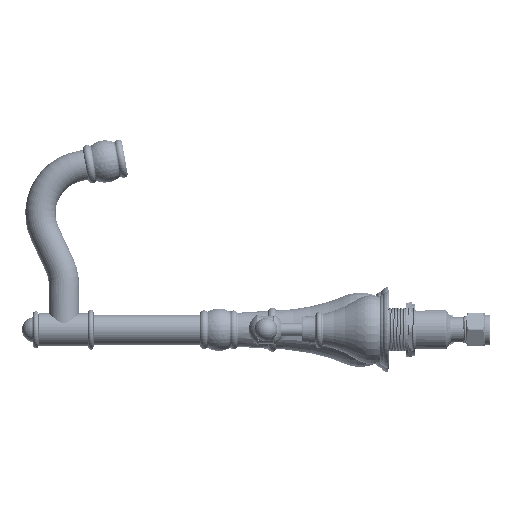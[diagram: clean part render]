
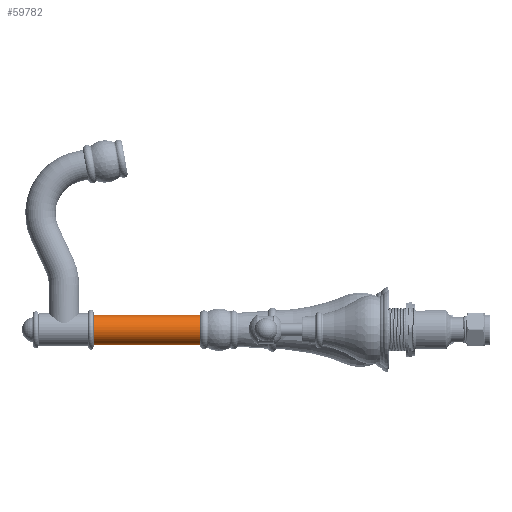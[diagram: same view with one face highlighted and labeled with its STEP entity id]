
A CAD part, left-side view. The second image highlights one B-rep face of the part: STEP entity #59782.
In plain terms, the highlighted cylindrical face has radius 11 mm (diameter 22 mm), a partial arc.
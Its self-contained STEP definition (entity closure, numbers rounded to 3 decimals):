
#859 = VERTEX_POINT ( 'NONE', #37007 ) ;
#5133 = ORIENTED_EDGE ( 'NONE', *, *, #6814, .T. ) ;
#6154 = CARTESIAN_POINT ( 'NONE',  ( 0., 82., 0. ) ) ;
#6814 = EDGE_CURVE ( 'NONE', #15156, #102993, #26008, .T. ) ;
#15156 = VERTEX_POINT ( 'NONE', #25286 ) ;
#17671 = DIRECTION ( 'NONE',  ( 0., 0., -1. ) ) ;
#19105 = CARTESIAN_POINT ( 'NONE',  ( 0., 0., -11. ) ) ;
#19123 = LINE ( 'NONE', #111265, #107687 ) ;
#19264 = FACE_OUTER_BOUND ( 'NONE', #104187, .T. ) ;
#19454 = EDGE_CURVE ( 'NONE', #859, #69908, #34275, .T. ) ;
#25286 = CARTESIAN_POINT ( 'NONE',  ( 0., 82., 11. ) ) ;
#26008 = CIRCLE ( 'NONE', #78264, 11. ) ;
#27165 = DIRECTION ( 'NONE',  ( 0., 0., -1. ) ) ;
#34275 = CIRCLE ( 'NONE', #107834, 11. ) ;
#37007 = CARTESIAN_POINT ( 'NONE',  ( 0., 0., 11. ) ) ;
#38483 = DIRECTION ( 'NONE',  ( 0., -1., 0. ) ) ;
#43090 = DIRECTION ( 'NONE',  ( 0., -1., 0. ) ) ;
#43663 = DIRECTION ( 'NONE',  ( 0., -1., 0. ) ) ;
#49176 = VECTOR ( 'NONE', #43663, 1000. ) ;
#55314 = EDGE_CURVE ( 'NONE', #15156, #859, #88578, .T. ) ;
#59782 = ADVANCED_FACE ( 'NONE', ( #19264 ), #82898, .T. ) ;
#60474 = EDGE_CURVE ( 'NONE', #102993, #69908, #19123, .T. ) ;
#69908 = VERTEX_POINT ( 'NONE', #19105 ) ;
#75870 = ORIENTED_EDGE ( 'NONE', *, *, #19454, .F. ) ;
#78264 = AXIS2_PLACEMENT_3D ( 'NONE', #6154, #43090, #80074 ) ;
#80074 = DIRECTION ( 'NONE',  ( 0., 0., -1. ) ) ;
#82898 = CYLINDRICAL_SURFACE ( 'NONE', #97915, 11. ) ;
#83432 = ORIENTED_EDGE ( 'NONE', *, *, #55314, .F. ) ;
#84106 = DIRECTION ( 'NONE',  ( 0., -1., 0. ) ) ;
#88578 = LINE ( 'NONE', #98843, #49176 ) ;
#89814 = DIRECTION ( 'NONE',  ( 0., -1., 0. ) ) ;
#92311 = CARTESIAN_POINT ( 'NONE',  ( 0., 82., -11. ) ) ;
#97915 = AXIS2_PLACEMENT_3D ( 'NONE', #110199, #84106, #27165 ) ;
#98843 = CARTESIAN_POINT ( 'NONE',  ( 0., 0., 11. ) ) ;
#98887 = CARTESIAN_POINT ( 'NONE',  ( 0., 0., 0. ) ) ;
#102993 = VERTEX_POINT ( 'NONE', #92311 ) ;
#104187 = EDGE_LOOP ( 'NONE', ( #83432, #5133, #105642, #75870 ) ) ;
#105642 = ORIENTED_EDGE ( 'NONE', *, *, #60474, .T. ) ;
#107687 = VECTOR ( 'NONE', #38483, 1000. ) ;
#107834 = AXIS2_PLACEMENT_3D ( 'NONE', #98887, #89814, #17671 ) ;
#110199 = CARTESIAN_POINT ( 'NONE',  ( 0., 0., 0. ) ) ;
#111265 = CARTESIAN_POINT ( 'NONE',  ( 0., 0., -11. ) ) ;
